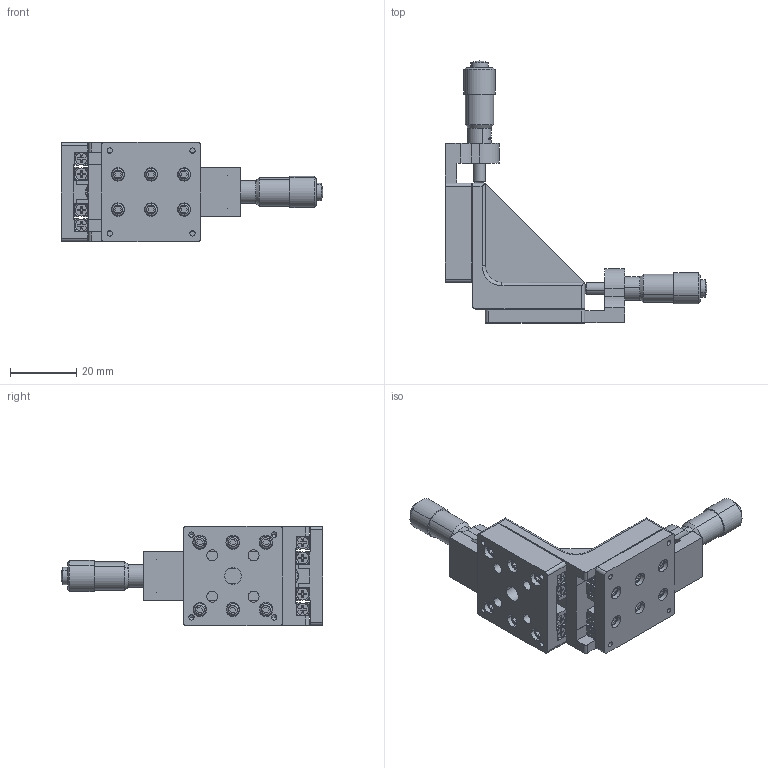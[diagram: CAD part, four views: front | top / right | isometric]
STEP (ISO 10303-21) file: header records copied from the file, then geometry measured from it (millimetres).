
FILE_DESCRIPTION (( 'STEP AP203' ), '1' );
FILE_NAME ('56CTS-YZSM.STEP', '2016-05-03T03:28:33', ( '' ), ( '' ), 'SwSTEP 2.0', 'SolidWorks 2016', '' );
FILE_SCHEMA (( 'CONFIG_CONTROL_DESIGN' ));
Products named in the file (1): 56CTS-YZSM
Bounding box: 79.1 x 79.1 x 30 mm (x, y, z)
Volume: 27749.7 mm3; surface area: 27383.7 mm2
Topology: 71 solids, 71 shells, 1977 faces, 4889 edges, 3126 vertices
Faces by surface type: plane 1077, cylinder 528, cone 272, torus 62, bspline 34, sphere 4
Entity records: 61906 total; most frequent: CARTESIAN_POINT 14346, DIRECTION 9869, ORIENTED_EDGE 9730, EDGE_CURVE 4865, AXIS2_PLACEMENT_3D 3441, VERTEX_POINT 3126, VECTOR 2987, LINE 2987
